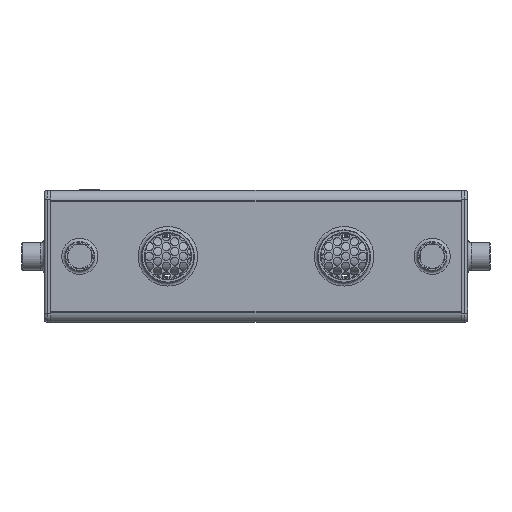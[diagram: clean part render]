
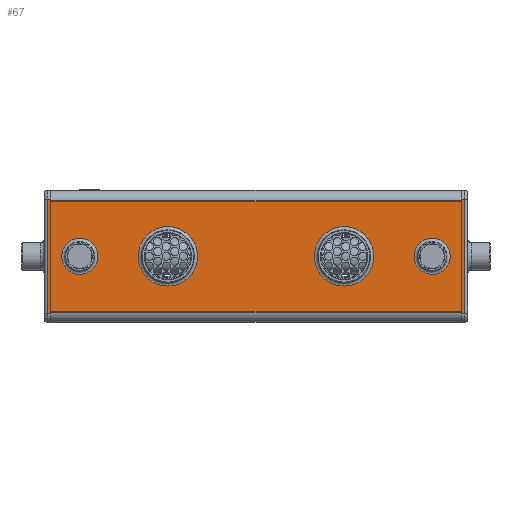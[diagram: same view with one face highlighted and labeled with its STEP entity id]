
A CAD part, left-side view. The second image highlights one B-rep face of the part: STEP entity #67.
In plain terms, the highlighted planar face has unit normal (-1, 0, 0).
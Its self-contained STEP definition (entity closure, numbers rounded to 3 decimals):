
#67=ADVANCED_FACE('',(#7933,#7935,#7937,#7939,#7941),#7943,.T.);
#7933=FACE_BOUND('',#7934,.T.);
#7934=EDGE_LOOP('',(#17769,#17770,#17771,#17772,#17773,#17774,#17775,#17776,#17777,
#17778,#17779,#17780,#17781,#17782,#17783,#17784));
#7935=FACE_BOUND('',#7936,.T.);
#7936=EDGE_LOOP('',(#17785));
#7937=FACE_BOUND('',#7938,.T.);
#7938=EDGE_LOOP('',(#17786));
#7939=FACE_BOUND('',#7940,.T.);
#7940=EDGE_LOOP('',(#17787));
#7941=FACE_BOUND('',#7942,.T.);
#7942=EDGE_LOOP('',(#17788));
#7943=PLANE('',#7944);
#7944=AXIS2_PLACEMENT_3D('',#7945,#7946,#7947);
#7945=CARTESIAN_POINT('',(-60.,0.,-69.967));
#7946=DIRECTION('',(-1.,0.,0.));
#7947=DIRECTION('',(0.,0.,1.));
#17769=ORIENTED_EDGE('',*,*,#21553,.T.);
#17770=ORIENTED_EDGE('',*,*,#21554,.T.);
#17771=ORIENTED_EDGE('',*,*,#21555,.T.);
#17772=ORIENTED_EDGE('',*,*,#21556,.T.);
#17773=ORIENTED_EDGE('',*,*,#21557,.F.);
#17774=ORIENTED_EDGE('',*,*,#21558,.F.);
#17775=ORIENTED_EDGE('',*,*,#21559,.F.);
#17776=ORIENTED_EDGE('',*,*,#21560,.T.);
#17777=ORIENTED_EDGE('',*,*,#21561,.F.);
#17778=ORIENTED_EDGE('',*,*,#21562,.F.);
#17779=ORIENTED_EDGE('',*,*,#21563,.T.);
#17780=ORIENTED_EDGE('',*,*,#21564,.T.);
#17781=ORIENTED_EDGE('',*,*,#21565,.F.);
#17782=ORIENTED_EDGE('',*,*,#21566,.F.);
#17783=ORIENTED_EDGE('',*,*,#21567,.F.);
#17784=ORIENTED_EDGE('',*,*,#21568,.F.);
#17785=ORIENTED_EDGE('',*,*,#21569,.F.);
#17786=ORIENTED_EDGE('',*,*,#21570,.F.);
#17787=ORIENTED_EDGE('',*,*,#21571,.F.);
#17788=ORIENTED_EDGE('',*,*,#21572,.F.);
#21553=EDGE_CURVE('',#23448,#23449,#23450,.T.);
#21554=EDGE_CURVE('',#23449,#23451,#23452,.T.);
#21555=EDGE_CURVE('',#23451,#23453,#23454,.T.);
#21556=EDGE_CURVE('',#23453,#23455,#23456,.F.);
#21557=EDGE_CURVE('',#23457,#23455,#23458,.T.);
#21558=EDGE_CURVE('',#23459,#23457,#23460,.F.);
#21559=EDGE_CURVE('',#23461,#23459,#23462,.T.);
#21560=EDGE_CURVE('',#23461,#23463,#23464,.T.);
#21561=EDGE_CURVE('',#23465,#23463,#23466,.T.);
#21562=EDGE_CURVE('',#23467,#23465,#23468,.T.);
#21563=EDGE_CURVE('',#23467,#23469,#23470,.T.);
#21564=EDGE_CURVE('',#23469,#23471,#23472,.F.);
#21565=EDGE_CURVE('',#23473,#23471,#23474,.T.);
#21566=EDGE_CURVE('',#23475,#23473,#23476,.F.);
#21567=EDGE_CURVE('',#23477,#23475,#23478,.T.);
#21568=EDGE_CURVE('',#23448,#23477,#23479,.T.);
#21569=EDGE_CURVE('',#23480,#23480,#23481,.T.);
#21570=EDGE_CURVE('',#23482,#23482,#23483,.T.);
#21571=EDGE_CURVE('',#23484,#23484,#23485,.T.);
#21572=EDGE_CURVE('',#23486,#23486,#23487,.T.);
#23448=VERTEX_POINT('',#26853);
#23449=VERTEX_POINT('',#26854);
#23450=LINE('',#26855,#26856);
#23451=VERTEX_POINT('',#26858);
#23452=LINE('',#26859,#26860);
#23453=VERTEX_POINT('',#26862);
#23454=LINE('',#26863,#26864);
#23455=VERTEX_POINT('',#26866);
#23456=LINE('',#26867,#26868);
#23457=VERTEX_POINT('',#26870);
#23458=LINE('',#26871,#26872);
#23459=VERTEX_POINT('',#26874);
#23460=LINE('',#26875,#26876);
#23461=VERTEX_POINT('',#26878);
#23462=LINE('',#26879,#26880);
#23463=VERTEX_POINT('',#26882);
#23464=LINE('',#26883,#26884);
#23465=VERTEX_POINT('',#26886);
#23466=LINE('',#26887,#26888);
#23467=VERTEX_POINT('',#26890);
#23468=LINE('',#26891,#26892);
#23469=VERTEX_POINT('',#26894);
#23470=LINE('',#26895,#26896);
#23471=VERTEX_POINT('',#26898);
#23472=LINE('',#26899,#26900);
#23473=VERTEX_POINT('',#26902);
#23474=LINE('',#26903,#26904);
#23475=VERTEX_POINT('',#26906);
#23476=LINE('',#26907,#26908);
#23477=VERTEX_POINT('',#26910);
#23478=LINE('',#26911,#26912);
#23479=LINE('',#26914,#26915);
#23480=VERTEX_POINT('',#26917);
#23481=CIRCLE('',#26918,16.4);
#23482=VERTEX_POINT('',#26922);
#23483=CIRCLE('',#26923,27.);
#23484=VERTEX_POINT('',#26927);
#23485=CIRCLE('',#26928,27.);
#23486=VERTEX_POINT('',#26932);
#23487=CIRCLE('',#26933,16.4);
#26853=CARTESIAN_POINT('',(-60.,0.,30.033));
#26854=CARTESIAN_POINT('',(-60.,373.,30.033));
#26855=CARTESIAN_POINT('',(-60.,0.,30.033));
#26856=VECTOR('',#26857,1.);
#26857=DIRECTION('',(0.,1.,0.));
#26858=CARTESIAN_POINT('',(-60.,373.,32.033));
#26859=CARTESIAN_POINT('',(-60.,373.,30.033));
#26860=VECTOR('',#26861,1.);
#26861=DIRECTION('',(0.,0.,1.));
#26862=CARTESIAN_POINT('',(-60.,376.04,32.033));
#26863=CARTESIAN_POINT('',(-60.,373.,32.033));
#26864=VECTOR('',#26865,1.);
#26865=DIRECTION('',(0.,1.,0.));
#26866=CARTESIAN_POINT('',(-60.,376.042,32.033));
#26867=CARTESIAN_POINT('',(-60.,376.042,32.033));
#26868=VECTOR('',#26869,1.);
#26869=DIRECTION('',(0.,-1.,0.));
#26870=CARTESIAN_POINT('',(-60.,376.042,-71.967));
#26871=CARTESIAN_POINT('',(-60.,376.042,-71.967));
#26872=VECTOR('',#26873,1.);
#26873=DIRECTION('',(0.,0.,1.));
#26874=CARTESIAN_POINT('',(-60.,376.04,-71.967));
#26875=CARTESIAN_POINT('',(-60.,376.042,-71.967));
#26876=VECTOR('',#26877,1.);
#26877=DIRECTION('',(0.,-1.,0.));
#26878=CARTESIAN_POINT('',(-60.,373.,-71.967));
#26879=CARTESIAN_POINT('',(-60.,373.,-71.967));
#26880=VECTOR('',#26881,1.);
#26881=DIRECTION('',(0.,1.,0.));
#26882=CARTESIAN_POINT('',(-60.,373.,-69.967));
#26883=CARTESIAN_POINT('',(-60.,373.,-71.967));
#26884=VECTOR('',#26885,1.);
#26885=DIRECTION('',(0.,0.,1.));
#26886=CARTESIAN_POINT('',(-60.,0.,-69.967));
#26887=CARTESIAN_POINT('',(-60.,0.,-69.967));
#26888=VECTOR('',#26889,1.);
#26889=DIRECTION('',(0.,1.,0.));
#26890=CARTESIAN_POINT('',(-60.,0.,-71.967));
#26891=CARTESIAN_POINT('',(-60.,0.,-71.967));
#26892=VECTOR('',#26893,1.);
#26893=DIRECTION('',(0.,0.,1.));
#26894=CARTESIAN_POINT('',(-60.,-3.04,-71.967));
#26895=CARTESIAN_POINT('',(-60.,0.,-71.967));
#26896=VECTOR('',#26897,1.);
#26897=DIRECTION('',(0.,-1.,0.));
#26898=CARTESIAN_POINT('',(-60.,-3.042,-71.967));
#26899=CARTESIAN_POINT('',(-60.,-3.042,-71.967));
#26900=VECTOR('',#26901,1.);
#26901=DIRECTION('',(0.,1.,0.));
#26902=CARTESIAN_POINT('',(-60.,-3.042,32.033));
#26903=CARTESIAN_POINT('',(-60.,-3.042,32.033));
#26904=VECTOR('',#26905,1.);
#26905=DIRECTION('',(0.,0.,-1.));
#26906=CARTESIAN_POINT('',(-60.,-3.04,32.033));
#26907=CARTESIAN_POINT('',(-60.,-3.042,32.033));
#26908=VECTOR('',#26909,1.);
#26909=DIRECTION('',(0.,1.,0.));
#26910=CARTESIAN_POINT('',(-60.,0.,32.033));
#26911=CARTESIAN_POINT('',(-60.,0.,32.033));
#26912=VECTOR('',#26913,1.);
#26913=DIRECTION('',(0.,-1.,0.));
#26914=CARTESIAN_POINT('',(-60.,0.,30.033));
#26915=VECTOR('',#26916,1.);
#26916=DIRECTION('',(0.,0.,1.));
#26917=CARTESIAN_POINT('',(-60.,42.9,-19.967));
#26918=AXIS2_PLACEMENT_3D('',#26919,#26920,#26921);
#26919=CARTESIAN_POINT('',(-60.,26.5,-19.967));
#26920=DIRECTION('',(-1.,0.,0.));
#26921=DIRECTION('',(0.,1.,0.));
#26922=CARTESIAN_POINT('',(-60.,79.5,-19.967));
#26923=AXIS2_PLACEMENT_3D('',#26924,#26925,#26926);
#26924=CARTESIAN_POINT('',(-60.,106.5,-19.967));
#26925=DIRECTION('',(-1.,0.,0.));
#26926=DIRECTION('',(0.,-1.,0.));
#26927=CARTESIAN_POINT('',(-60.,239.5,-19.967));
#26928=AXIS2_PLACEMENT_3D('',#26929,#26930,#26931);
#26929=CARTESIAN_POINT('',(-60.,266.5,-19.967));
#26930=DIRECTION('',(-1.,0.,0.));
#26931=DIRECTION('',(0.,-1.,0.));
#26932=CARTESIAN_POINT('',(-60.,362.9,-19.967));
#26933=AXIS2_PLACEMENT_3D('',#26934,#26935,#26936);
#26934=CARTESIAN_POINT('',(-60.,346.5,-19.967));
#26935=DIRECTION('',(-1.,0.,0.));
#26936=DIRECTION('',(0.,1.,0.));
